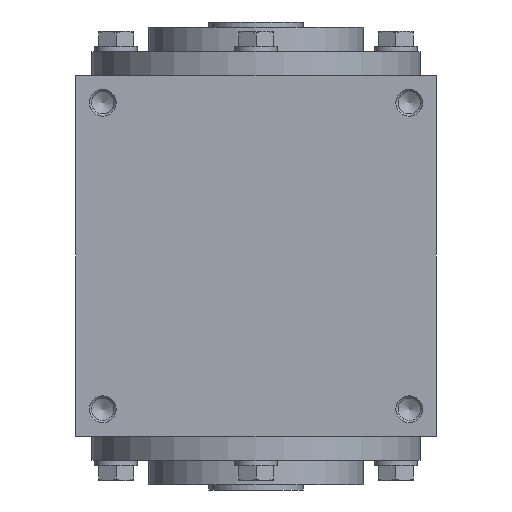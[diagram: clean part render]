
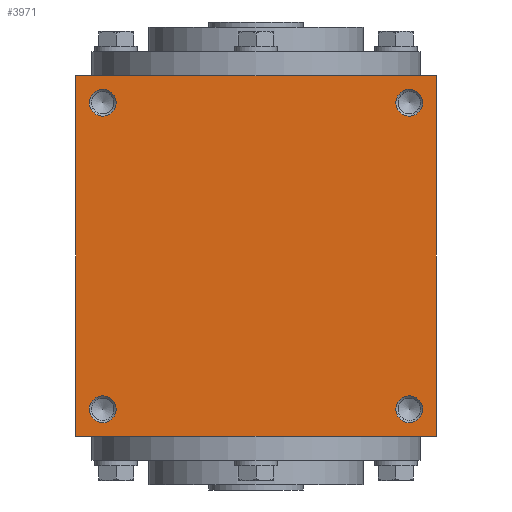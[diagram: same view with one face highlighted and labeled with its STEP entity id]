
A CAD part, left-side view. The second image highlights one B-rep face of the part: STEP entity #3971.
In plain terms, the highlighted face is planar.
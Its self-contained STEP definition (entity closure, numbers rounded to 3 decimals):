
#321=LINE('',#8058,#583);
#324=LINE('',#8072,#586);
#327=LINE('',#8088,#589);
#330=LINE('',#8101,#592);
#583=VECTOR('',#6718,1000.);
#586=VECTOR('',#6731,1000.);
#589=VECTOR('',#6746,1000.);
#592=VECTOR('',#6759,1000.);
#1212=ORIENTED_EDGE('',*,*,#2148,.F.);
#1213=ORIENTED_EDGE('',*,*,#2149,.T.);
#1214=ORIENTED_EDGE('',*,*,#2150,.F.);
#1215=ORIENTED_EDGE('',*,*,#2151,.T.);
#1216=ORIENTED_EDGE('',*,*,#2101,.F.);
#1217=ORIENTED_EDGE('',*,*,#2123,.F.);
#1218=ORIENTED_EDGE('',*,*,#2116,.F.);
#1219=ORIENTED_EDGE('',*,*,#2108,.F.);
#2101=EDGE_CURVE('',#2570,#2571,#321,.T.);
#2108=EDGE_CURVE('',#2571,#2577,#324,.T.);
#2116=EDGE_CURVE('',#2577,#2584,#327,.T.);
#2123=EDGE_CURVE('',#2584,#2570,#330,.T.);
#2148=EDGE_CURVE('',#2607,#2607,#2887,.T.);
#2149=EDGE_CURVE('',#2608,#2608,#2888,.T.);
#2150=EDGE_CURVE('',#2609,#2609,#2889,.T.);
#2151=EDGE_CURVE('',#2610,#2610,#2890,.T.);
#2570=VERTEX_POINT('',#8057);
#2571=VERTEX_POINT('',#8059);
#2577=VERTEX_POINT('',#8073);
#2584=VERTEX_POINT('',#8089);
#2607=VERTEX_POINT('',#8153);
#2608=VERTEX_POINT('',#8155);
#2609=VERTEX_POINT('',#8157);
#2610=VERTEX_POINT('',#8159);
#2887=CIRCLE('',#5984,5.);
#2888=CIRCLE('',#5985,5.);
#2889=CIRCLE('',#5986,5.);
#2890=CIRCLE('',#5987,5.);
#3098=EDGE_LOOP('',(#1212));
#3099=EDGE_LOOP('',(#1213));
#3100=EDGE_LOOP('',(#1214));
#3101=EDGE_LOOP('',(#1215));
#3102=EDGE_LOOP('',(#1216,#1217,#1218,#1219));
#3488=FACE_BOUND('',#3098,.T.);
#3489=FACE_BOUND('',#3099,.T.);
#3490=FACE_BOUND('',#3100,.T.);
#3491=FACE_BOUND('',#3101,.T.);
#3492=FACE_BOUND('',#3102,.T.);
#3811=PLANE('',#5983);
#3971=ADVANCED_FACE('',(#3488,#3489,#3490,#3491,#3492),#3811,.F.);
#5983=AXIS2_PLACEMENT_3D('',#8151,#6806,#6807);
#5984=AXIS2_PLACEMENT_3D('',#8152,#6808,#6809);
#5985=AXIS2_PLACEMENT_3D('',#8154,#6810,#6811);
#5986=AXIS2_PLACEMENT_3D('',#8156,#6812,#6813);
#5987=AXIS2_PLACEMENT_3D('',#8158,#6814,#6815);
#6718=DIRECTION('',(0.,-1.,0.));
#6731=DIRECTION('',(1.,0.,0.));
#6746=DIRECTION('',(0.,1.,0.));
#6759=DIRECTION('',(-1.,0.,0.));
#6806=DIRECTION('',(0.,0.,1.));
#6807=DIRECTION('',(1.,0.,0.));
#6808=DIRECTION('',(0.,0.,-1.));
#6809=DIRECTION('',(-1.,0.,0.));
#6810=DIRECTION('',(0.,0.,1.));
#6811=DIRECTION('',(1.,0.,0.));
#6812=DIRECTION('',(0.,0.,-1.));
#6813=DIRECTION('',(-1.,0.,0.));
#6814=DIRECTION('',(0.,0.,1.));
#6815=DIRECTION('',(1.,0.,0.));
#8057=CARTESIAN_POINT('',(-67.,67.,-67.));
#8058=CARTESIAN_POINT('',(-67.,67.,-67.));
#8059=CARTESIAN_POINT('',(-67.,-67.,-67.));
#8072=CARTESIAN_POINT('',(-67.,-67.,-67.));
#8073=CARTESIAN_POINT('',(67.,-67.,-67.));
#8088=CARTESIAN_POINT('',(67.,-67.,-67.));
#8089=CARTESIAN_POINT('',(67.,67.,-67.));
#8101=CARTESIAN_POINT('',(67.,67.,-67.));
#8151=CARTESIAN_POINT('',(0.,0.,-67.));
#8152=CARTESIAN_POINT('',(-57.,57.,-67.));
#8153=CARTESIAN_POINT('',(-62.,57.,-67.));
#8154=CARTESIAN_POINT('',(57.,57.,-67.));
#8155=CARTESIAN_POINT('',(62.,57.,-67.));
#8156=CARTESIAN_POINT('',(-57.,-57.,-67.));
#8157=CARTESIAN_POINT('',(-62.,-57.,-67.));
#8158=CARTESIAN_POINT('',(57.,-57.,-67.));
#8159=CARTESIAN_POINT('',(62.,-57.,-67.));
